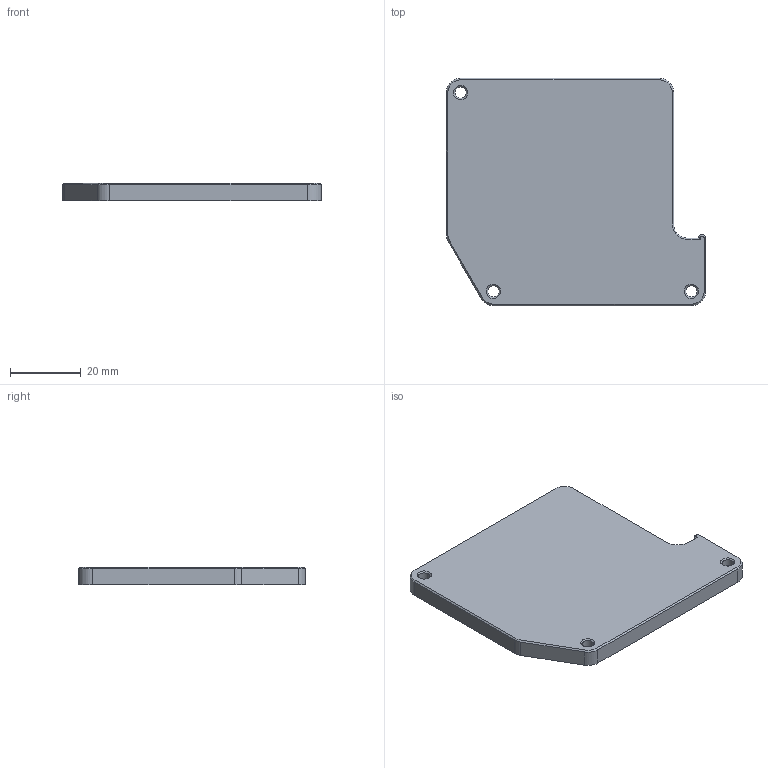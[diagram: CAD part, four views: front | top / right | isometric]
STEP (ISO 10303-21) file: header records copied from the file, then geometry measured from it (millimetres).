
FILE_DESCRIPTION(('FreeCAD Model'),'2;1');
FILE_NAME('SidePanelLeft.step','2020-09-26T11:28:12',('Author'),(''), 'Open CASCADE STEP processor 7.3','FreeCAD','Unknown');
FILE_SCHEMA(('AUTOMOTIVE_DESIGN { 1 0 10303 214 1 1 1 1 }'));
Length unit declared in the file: millimetre
Products named in the file (1): SidePanelLeft
Bounding box: 73 x 64 x 5 mm (x, y, z)
Volume: 19776.6 mm3; surface area: 9811.7 mm2
Topology: 1 solids, 1 shells, 62 faces, 145 edges, 88 vertices
Faces by surface type: plane 26, cylinder 18, cone 18
Full cylindrical faces by diameter (mm): 3.2 x3, 5 x3
Entity records: 1795 total; most frequent: DIRECTION 326, CARTESIAN_POINT 303, ORIENTED_EDGE 290, EDGE_CURVE 145, AXIS2_PLACEMENT_3D 119, VERTEX_POINT 88, LINE 88, VECTOR 88
